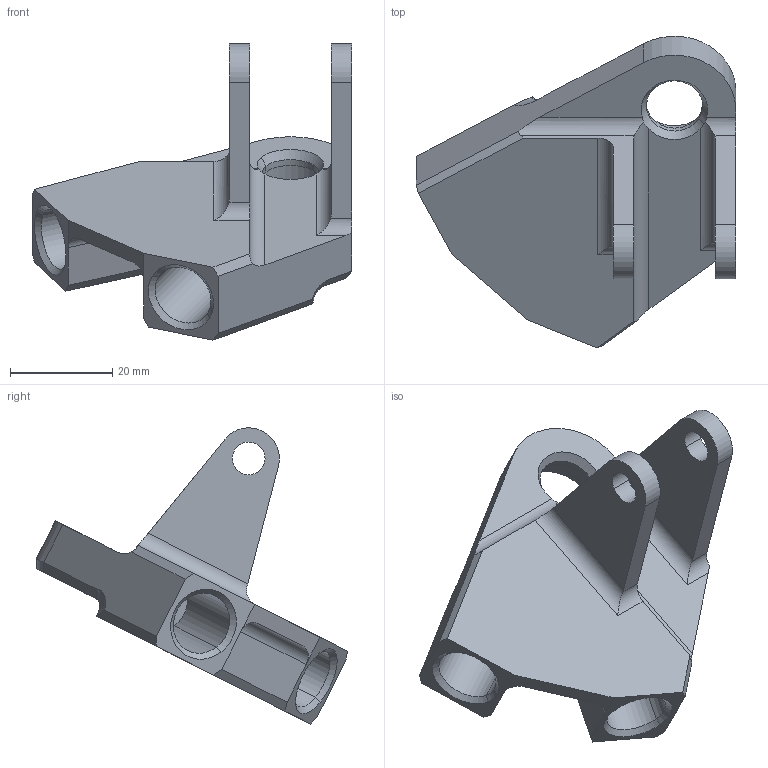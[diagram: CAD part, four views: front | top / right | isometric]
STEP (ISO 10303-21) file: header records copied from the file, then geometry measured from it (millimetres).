
FILE_DESCRIPTION(('CATIA V5 STEP Exchange'),'2;1');
FILE_NAME('Insert roue arriere superieur.stp','2019-01-14T08:58:19+00:00',('none'),('none'),'CATIA Version 5 Release 19 SP 2 (IN-10)','CATIA V5 STEP AP203','none');
FILE_SCHEMA(('CONFIG_CONTROL_DESIGN'));
Length unit declared in the file: millimetre
Products named in the file (1): Upper rear bearing support
Bounding box: 62.58 x 60.97 x 58.03 mm (x, y, z)
Volume: 27705.7 mm3; surface area: 12308.8 mm2
Topology: 1 solids, 1 shells, 78 faces, 202 edges, 133 vertices
Faces by surface type: plane 32, cylinder 30, cone 8, bspline 5, torus 2, sphere 1
Entity records: 2716 total; most frequent: CARTESIAN_POINT 918, ORIENTED_EDGE 398, DIRECTION 278, EDGE_CURVE 199, VERTEX_POINT 127, AXIS2_PLACEMENT_3D 118, VECTOR 102, LINE 102
